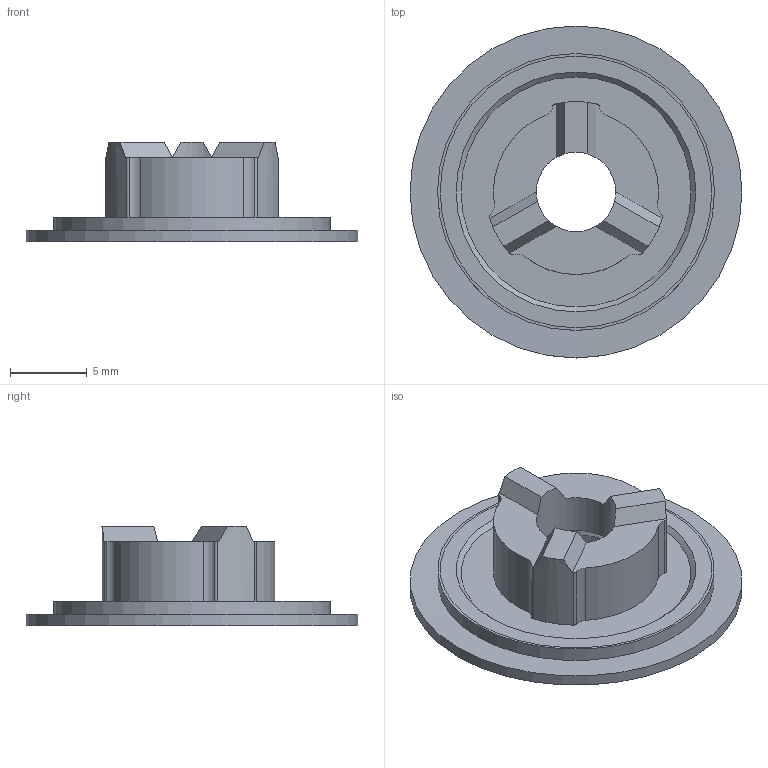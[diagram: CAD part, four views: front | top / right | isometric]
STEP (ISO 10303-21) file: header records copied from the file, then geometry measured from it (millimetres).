
FILE_DESCRIPTION(/* description */ (''),/* implementation_level */ '2;1');
FILE_NAME(/* name */ 'R335.14-217070C.12Z3-M03_Basic.stp',/* time_stamp */ '2024-09-05T15:35:03+05:00',/* author */ (''),/* organization */ (''),/* preprocessor_version */ 'ST-DEVELOPER v16.7',/* originating_system */ 'SIEMENS PLM Software NX 12.0',/* authorisation */ '');
FILE_SCHEMA (('AUTOMOTIVE_DESIGN { 1 0 10303 214 3 1 1 1 }'));
Length unit declared in the file: millimetre
Products named in the file (1): inpu361CE4F6bk86
Bounding box: 21.7 x 21.7 x 6.5 mm (x, y, z)
Volume: 675.3 mm3; surface area: 1247.2 mm2
Topology: 2 solids, 2 shells, 47 faces, 122 edges, 83 vertices
Faces by surface type: cylinder 24, plane 16, cone 4, revolution 3
Full cylindrical faces by diameter (mm): 5.2 x1, 7.6 x1, 17.762 x2, 18.1 x1, 21.7 x1
Entity records: 1518 total; most frequent: CARTESIAN_POINT 316, DIRECTION 257, ORIENTED_EDGE 212, AXIS2_PLACEMENT_3D 112, EDGE_CURVE 106, VERTEX_POINT 76, EDGE_LOOP 64, CIRCLE 64
